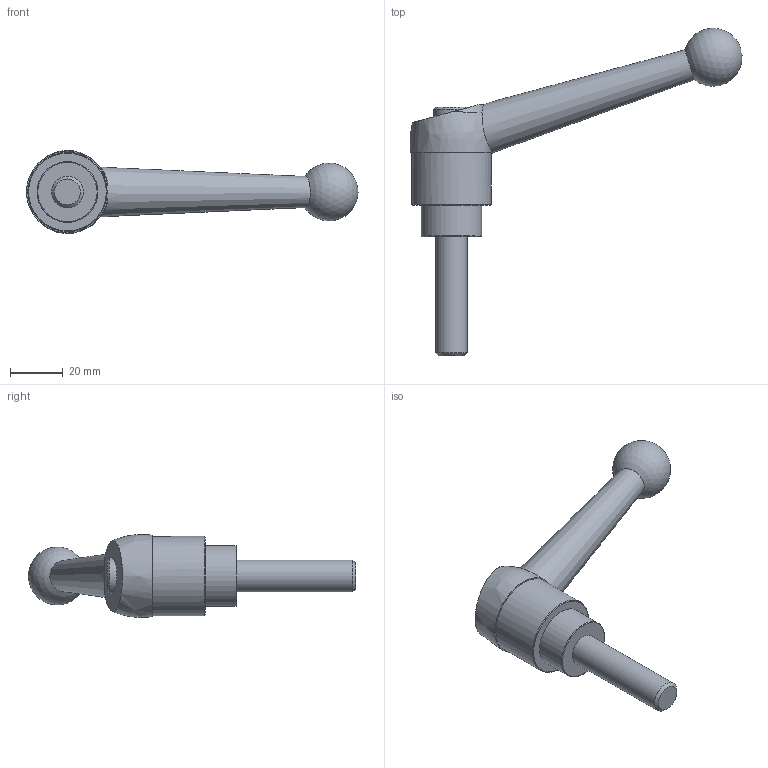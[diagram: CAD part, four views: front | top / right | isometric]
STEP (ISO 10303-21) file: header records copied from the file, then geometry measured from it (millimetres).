
FILE_DESCRIPTION( ( 'STEP AP214' ), '1' );
FILE_NAME( 'K0116.5123X45.stp', '2020-11-25T09:11:30', ( '' ), ( '' ), ' ', 'PARTsolutions', ' ' );
FILE_SCHEMA( ( 'AUTOMOTIVE_DESIGN { 1 0 10303 214 1 1 1 1 }' ) );
Length unit declared in the file: millimetre
Products named in the file (1): _K0116.5123X45
Bounding box: 125.66 x 123.89 x 31.29 mm (x, y, z)
Volume: 55597 mm3; surface area: 12278.8 mm2
Topology: 1 solids, 1 shells, 58 faces, 154 edges, 101 vertices
Faces by surface type: cylinder 28, plane 20, cone 6, torus 2, bspline 1, sphere 1
Full cylindrical faces by diameter (mm): 12 x1, 23 x1, 30 x1
Entity records: 2362 total; most frequent: CARTESIAN_POINT 477, DIRECTION 315, ORIENTED_EDGE 278, EDGE_CURVE 139, AXIS2_PLACEMENT_3D 127, VERTEX_POINT 97, EDGE_LOOP 69, CIRCLE 65
